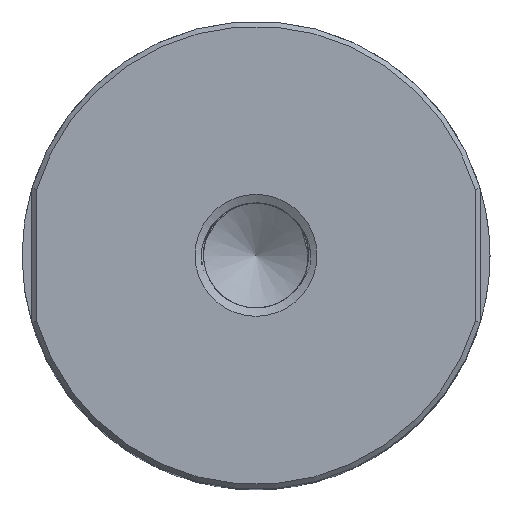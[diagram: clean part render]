
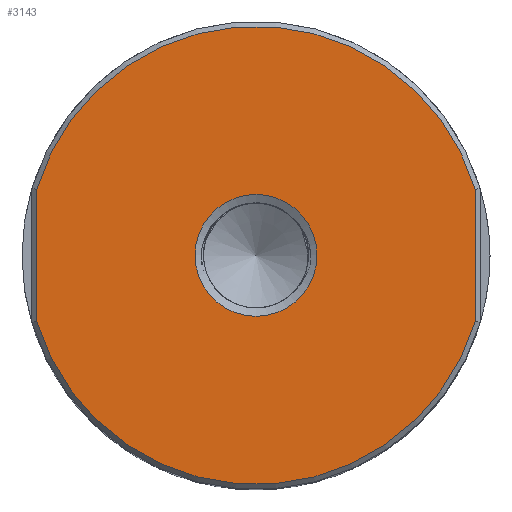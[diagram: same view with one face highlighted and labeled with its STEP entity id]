
A CAD part, top view. The second image highlights one B-rep face of the part: STEP entity #3143.
In plain terms, the highlighted planar face has unit normal (0, 0, 1).
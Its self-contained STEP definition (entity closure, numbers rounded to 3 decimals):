
#106=PLANE('',#3462);
#131=FACE_BOUND('',#473,.T.);
#285=FACE_OUTER_BOUND('',#472,.T.);
#472=EDGE_LOOP('',(#2646,#2647,#2648,#2649));
#473=EDGE_LOOP('',(#2650));
#567=CIRCLE('',#3455,23.5);
#569=CIRCLE('',#3458,23.5);
#570=CIRCLE('',#3463,6.25);
#944=LINE('',#13979,#1103);
#947=LINE('',#13983,#1106);
#1103=VECTOR('',#4060,10.);
#1106=VECTOR('',#4065,10.);
#1420=VERTEX_POINT('',#13952);
#1421=VERTEX_POINT('',#13957);
#1424=VERTEX_POINT('',#13967);
#1425=VERTEX_POINT('',#13972);
#1428=VERTEX_POINT('',#13991);
#1861=EDGE_CURVE('',#1420,#1421,#567,.T.);
#1865=EDGE_CURVE('',#1424,#1425,#569,.T.);
#1867=EDGE_CURVE('',#1421,#1424,#944,.T.);
#1870=EDGE_CURVE('',#1425,#1420,#947,.T.);
#1874=EDGE_CURVE('',#1428,#1428,#570,.T.);
#2646=ORIENTED_EDGE('',*,*,#1865,.F.);
#2647=ORIENTED_EDGE('',*,*,#1867,.F.);
#2648=ORIENTED_EDGE('',*,*,#1861,.F.);
#2649=ORIENTED_EDGE('',*,*,#1870,.F.);
#2650=ORIENTED_EDGE('',*,*,#1874,.T.);
#3143=ADVANCED_FACE('',(#285,#131),#106,.F.);
#3455=AXIS2_PLACEMENT_3D('',#13958,#4050,#4051);
#3458=AXIS2_PLACEMENT_3D('',#13973,#4056,#4057);
#3462=AXIS2_PLACEMENT_3D('',#13990,#4071,#4072);
#3463=AXIS2_PLACEMENT_3D('',#13992,#4073,#4074);
#4050=DIRECTION('center_axis',(0.,0.,
-1.));
#4051=DIRECTION('ref_axis',(-1.,0.,0.));
#4056=DIRECTION('center_axis',(0.,0.,
-1.));
#4057=DIRECTION('ref_axis',(-1.,0.,0.));
#4060=DIRECTION('',(0.,-1.,0.));
#4065=DIRECTION('',(0.,1.,0.));
#4071=DIRECTION('center_axis',(0.,0.,
-1.));
#4072=DIRECTION('ref_axis',(-1.,0.,0.));
#4073=DIRECTION('center_axis',(0.,0.,
-1.));
#4074=DIRECTION('ref_axis',(1.,0.,0.));
#13952=CARTESIAN_POINT('',(-30.546,16.616,-1.));
#13957=CARTESIAN_POINT('',(14.454,16.616,-1.));
#13958=CARTESIAN_POINT('Origin',(-8.046,9.834,-1.));
#13967=CARTESIAN_POINT('',(14.454,3.051,-1.));
#13972=CARTESIAN_POINT('',(-30.546,3.051,-1.));
#13973=CARTESIAN_POINT('Origin',(-8.046,9.834,-1.));
#13979=CARTESIAN_POINT('',(14.454,-3.083,-1.));
#13983=CARTESIAN_POINT('',(-30.546,22.485,-1.));
#13990=CARTESIAN_POINT('Origin',(-8.046,9.834,-1.));
#13991=CARTESIAN_POINT('',(-14.296,9.834,-1.));
#13992=CARTESIAN_POINT('Origin',(-8.046,9.834,-1.));
